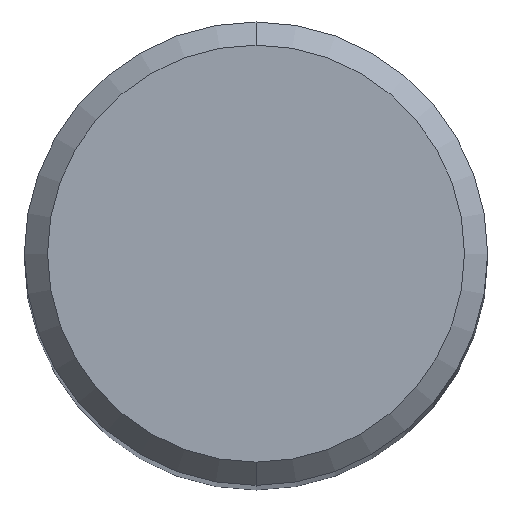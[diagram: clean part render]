
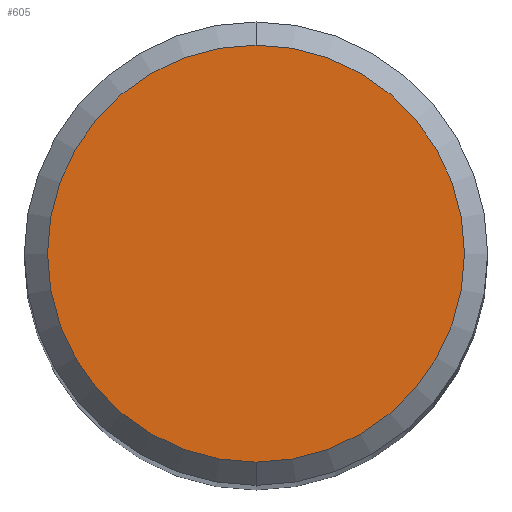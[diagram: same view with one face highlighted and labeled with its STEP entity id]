
A CAD part, top view. The second image highlights one B-rep face of the part: STEP entity #605.
In plain terms, the highlighted planar face has unit normal (0, 0, 1).
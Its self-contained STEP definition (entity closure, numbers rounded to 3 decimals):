
#327=VERTEX_POINT('',#923);
#479=EDGE_CURVE('',#327,#805,#1094,.T.);
#605=ADVANCED_FACE('',(#1230),#1231,.T.);
#791=EDGE_CURVE('',#805,#327,#1433,.T.);
#805=VERTEX_POINT('',#1447);
#923=CARTESIAN_POINT('',(0.0,4.5,0.0));
#1094=CIRCLE('',#4723,4.5);
#1230=FACE_OUTER_BOUND('',#5488,.T.);
#1231=PLANE('',#5489);
#1433=CIRCLE('',#7238,4.5);
#1447=CARTESIAN_POINT('',(0.,-4.5,0.0));
#4723=AXIS2_PLACEMENT_3D('',#7968,#7969,#7970);
#5488=EDGE_LOOP('',(#8105,#8106));
#5489=AXIS2_PLACEMENT_3D('',#8107,#8108,#8109);
#7238=AXIS2_PLACEMENT_3D('',#8302,#8303,#8304);
#7968=CARTESIAN_POINT('',(0.0,0.0,0.0));
#7969=DIRECTION('',(0.0,0.0,-1.0));
#7970=DIRECTION('',(0.0,1.0,0.0));
#8105=ORIENTED_EDGE('',*,*,#479,.F.);
#8106=ORIENTED_EDGE('',*,*,#791,.F.);
#8107=CARTESIAN_POINT('',(0.0,2.25,0.0));
#8108=DIRECTION('',(-0.0,0.0,1.0));
#8109=DIRECTION('',(0.0,-1.0,0.0));
#8302=CARTESIAN_POINT('',(0.0,0.0,0.0));
#8303=DIRECTION('',(0.0,0.0,-1.0));
#8304=DIRECTION('',(0.0,1.0,0.0));
